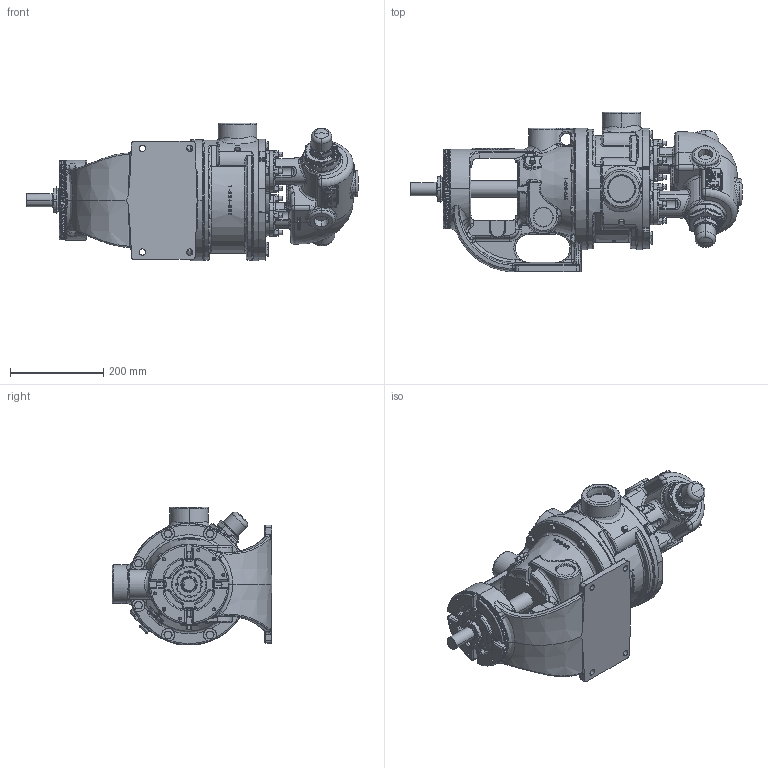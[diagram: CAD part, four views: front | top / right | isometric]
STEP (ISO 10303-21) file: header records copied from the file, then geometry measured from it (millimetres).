
FILE_DESCRIPTION (( 'STEP AP214' ), '1' );
FILE_NAME ('LV-3877.STEP', '2021-05-18T16:40:27', ( '' ), ( '' ), 'SwSTEP 2.0', 'SolidWorks 2020', '' );
FILE_SCHEMA (( 'AUTOMOTIVE_DESIGN' ));
Length unit declared in the file: inch
Products named in the file (1): LV-3877
Bounding box: 712.34 x 342.9 x 295.66 mm (x, y, z)
Volume: 17755279.2 mm3; surface area: 869985.6 mm2
Topology: 1 solids, 1 shells, 4184 faces, 10584 edges, 6465 vertices
Faces by surface type: plane 1277, bspline 1195, cone 859, cylinder 529, torus 248, sphere 76
Entity records: 266006 total; most frequent: CARTESIAN_POINT 145891, ORIENTED_EDGE 20924, DIRECTION 15693, EDGE_CURVE 10462, VERTEX_POINT 6460, AXIS2_PLACEMENT_3D 6274, EDGE_LOOP 4400, ADVANCED_FACE 4184
